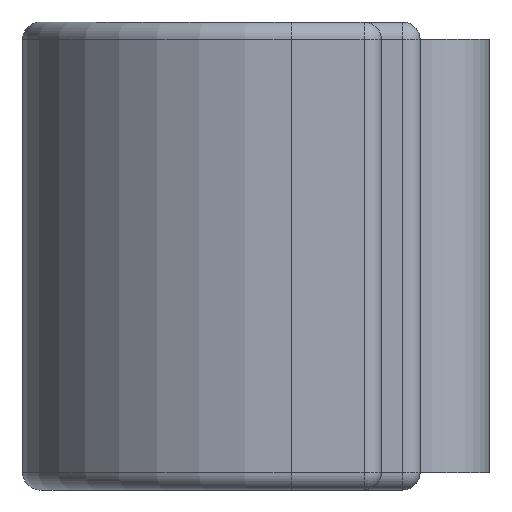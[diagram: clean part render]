
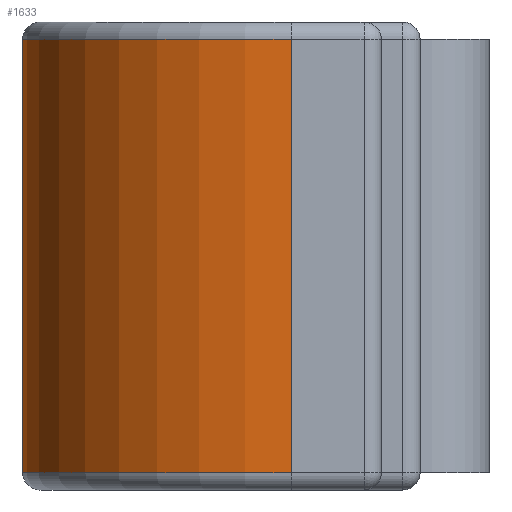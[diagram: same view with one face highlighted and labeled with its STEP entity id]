
A CAD part, left-side view. The second image highlights one B-rep face of the part: STEP entity #1633.
In plain terms, the highlighted cylindrical face has radius 11.811 mm (diameter 23.622 mm), a partial arc.
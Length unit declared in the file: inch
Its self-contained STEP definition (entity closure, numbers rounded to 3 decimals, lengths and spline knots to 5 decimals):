
#217 = DIRECTION ( 'NONE',  ( 1., 0., 0. ) ) ;
#296 = AXIS2_PLACEMENT_3D ( 'NONE', #3510, #1860, #217 ) ;
#357 = VECTOR ( 'NONE', #666, 39.37008 ) ;
#424 = VERTEX_POINT ( 'NONE', #2081 ) ;
#535 = CIRCLE ( 'NONE', #648, 0.465 ) ;
#618 = EDGE_CURVE ( 'NONE', #1327, #971, #535, .T. ) ;
#632 = ORIENTED_EDGE ( 'NONE', *, *, #721, .F. ) ;
#648 = AXIS2_PLACEMENT_3D ( 'NONE', #914, #2841, #1187 ) ;
#666 = DIRECTION ( 'NONE',  ( 0., 0., -1. ) ) ;
#687 = CYLINDRICAL_SURFACE ( 'NONE', #711, 0.465 ) ;
#711 = AXIS2_PLACEMENT_3D ( 'NONE', #1989, #2546, #1118 ) ;
#721 = EDGE_CURVE ( 'NONE', #899, #971, #1079, .T. ) ;
#899 = VERTEX_POINT ( 'NONE', #1029 ) ;
#914 = CARTESIAN_POINT ( 'NONE',  ( -0.875, 0.343, -0.375 ) ) ;
#971 = VERTEX_POINT ( 'NONE', #3236 ) ;
#1029 = CARTESIAN_POINT ( 'NONE',  ( -1.34, 0.343, 0.375 ) ) ;
#1079 = LINE ( 'NONE', #1473, #357 ) ;
#1118 = DIRECTION ( 'NONE',  ( 1., 0., 0. ) ) ;
#1187 = DIRECTION ( 'NONE',  ( 1., 0., 0. ) ) ;
#1327 = VERTEX_POINT ( 'NONE', #1802 ) ;
#1429 = EDGE_LOOP ( 'NONE', ( #2584, #3033, #632, #1752 ) ) ;
#1473 = CARTESIAN_POINT ( 'NONE',  ( -1.34, 0.343, 0.375 ) ) ;
#1477 = CIRCLE ( 'NONE', #296, 0.465 ) ;
#1633 = ADVANCED_FACE ( 'NONE', ( #3218 ), #687, .T. ) ;
#1752 = ORIENTED_EDGE ( 'NONE', *, *, #2966, .F. ) ;
#1802 = CARTESIAN_POINT ( 'NONE',  ( -0.41, 0.343, -0.375 ) ) ;
#1860 = DIRECTION ( 'NONE',  ( 0., 0., 1. ) ) ;
#1989 = CARTESIAN_POINT ( 'NONE',  ( -0.875, 0.343, 0. ) ) ;
#2023 = CARTESIAN_POINT ( 'NONE',  ( -0.41, 0.343, 0.375 ) ) ;
#2081 = CARTESIAN_POINT ( 'NONE',  ( -0.41, 0.343, 0.375 ) ) ;
#2546 = DIRECTION ( 'NONE',  ( 0., 0., 1. ) ) ;
#2581 = DIRECTION ( 'NONE',  ( 0., 0., -1. ) ) ;
#2584 = ORIENTED_EDGE ( 'NONE', *, *, #2721, .T. ) ;
#2721 = EDGE_CURVE ( 'NONE', #424, #1327, #2828, .T. ) ;
#2828 = LINE ( 'NONE', #2023, #3472 ) ;
#2841 = DIRECTION ( 'NONE',  ( 0., 0., 1. ) ) ;
#2966 = EDGE_CURVE ( 'NONE', #424, #899, #1477, .T. ) ;
#3033 = ORIENTED_EDGE ( 'NONE', *, *, #618, .T. ) ;
#3218 = FACE_OUTER_BOUND ( 'NONE', #1429, .T. ) ;
#3236 = CARTESIAN_POINT ( 'NONE',  ( -1.34, 0.343, -0.375 ) ) ;
#3472 = VECTOR ( 'NONE', #2581, 39.37008 ) ;
#3510 = CARTESIAN_POINT ( 'NONE',  ( -0.875, 0.343, 0.375 ) ) ;
